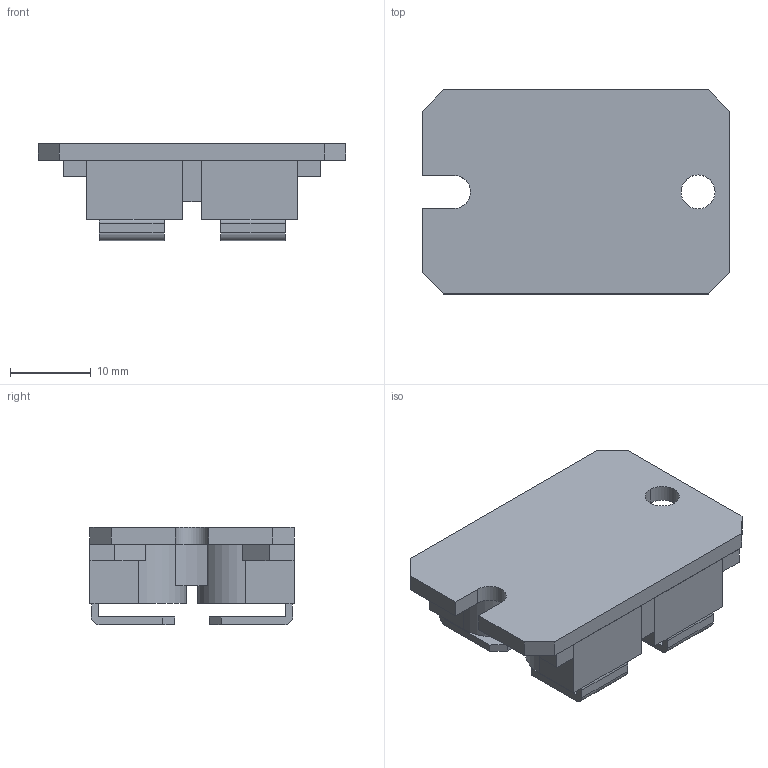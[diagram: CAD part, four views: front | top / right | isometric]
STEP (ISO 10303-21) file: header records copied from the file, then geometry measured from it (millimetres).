
FILE_DESCRIPTION((''),'2;1');
FILE_NAME('IXYS_SOT-227B.stp','2011-10-17T12:17:04',(''),(''),'Mechanical Desktop 2011','Mechanical Desktop 2011',', , ');
FILE_SCHEMA(('AUTOMOTIVE_DESIGN { 1 2 10303 214 1 1 1 1 }'));
Length unit declared in the file: millimetre
Products named in the file (1): Product
Bounding box: 38.1 x 25.25 x 12.02 mm (x, y, z)
Volume: 6630.2 mm3; surface area: 6141.4 mm2
Topology: 14 solids, 14 shells, 136 faces, 324 edges, 216 vertices
Faces by surface type: plane 71, bspline 44, cylinder 21
Entity records: 4159 total; most frequent: CARTESIAN_POINT 1005, ORIENTED_EDGE 648, DIRECTION 580, EDGE_CURVE 324, VECTOR 254, LINE 254, VERTEX_POINT 216, AXIS2_PLACEMENT_3D 163
